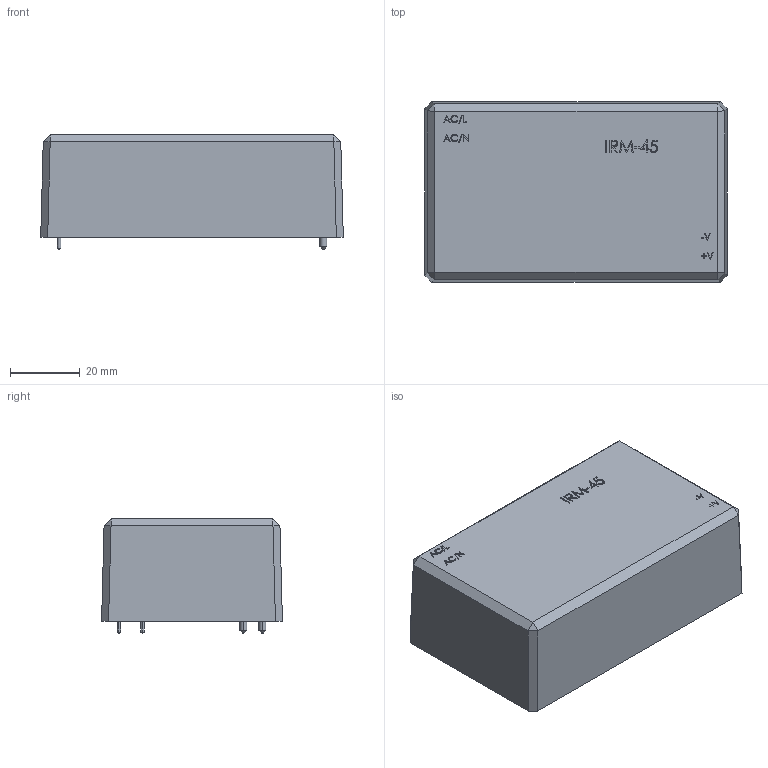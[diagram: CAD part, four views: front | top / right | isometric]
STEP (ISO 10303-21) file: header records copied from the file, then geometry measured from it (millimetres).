
FILE_DESCRIPTION (( 'STEP AP214' ), '1' );
FILE_NAME ('AA6A1E62-9919-4664-AB05-50B24D03C853.STEP', '2024-09-12T13:19:44', ( '' ), ( '' ), 'SwSTEP 2.0', 'SolidWorks 2022', '' );
FILE_SCHEMA (( 'AUTOMOTIVE_DESIGN' ));
Length unit declared in the file: millimetre
Products named in the file (1): AA6A1E62-9919-4664-AB05-50B24D03C853
Bounding box: 87 x 52 x 33.1 mm (x, y, z)
Volume: 129567.3 mm3; surface area: 16557.5 mm2
Topology: 1 solids, 1 shells, 222 faces, 562 edges, 368 vertices
Faces by surface type: plane 175, bspline 31, cone 8, cylinder 8
Entity records: 10640 total; most frequent: CARTESIAN_POINT 3224, ORIENTED_EDGE 1124, DIRECTION 908, EDGE_CURVE 562, LINE 476, VECTOR 476, VERTEX_POINT 368, EDGE_LOOP 248
